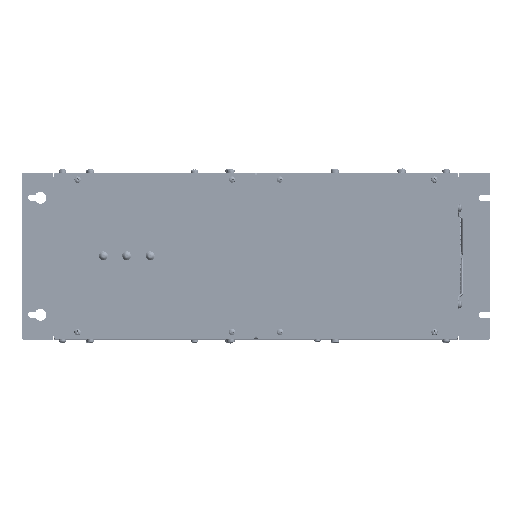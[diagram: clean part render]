
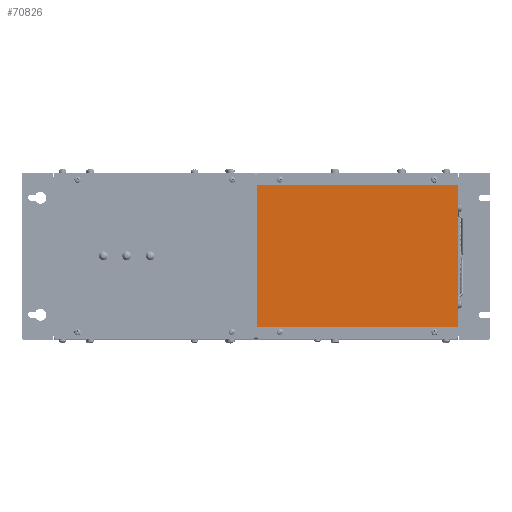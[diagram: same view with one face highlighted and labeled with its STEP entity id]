
A CAD part, top view. The second image highlights one B-rep face of the part: STEP entity #70826.
In plain terms, the highlighted face is planar.
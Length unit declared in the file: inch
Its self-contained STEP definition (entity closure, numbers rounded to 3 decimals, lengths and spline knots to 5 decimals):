
#2107 = ORIENTED_EDGE ( 'NONE', *, *, #72506, .T. ) ;
#3748 = AXIS2_PLACEMENT_3D ( 'NONE', #36671, #45738, #53216 ) ;
#4656 = FACE_OUTER_BOUND ( 'NONE', #47208, .T. ) ;
#5660 = VERTEX_POINT ( 'NONE', #11698 ) ;
#9291 = LINE ( 'NONE', #10328, #14853 ) ;
#10328 = CARTESIAN_POINT ( 'NONE',  ( 0., 0., -0.06 ) ) ;
#11698 = CARTESIAN_POINT ( 'NONE',  ( 8.6, 6.57, -0.06 ) ) ;
#12511 = VECTOR ( 'NONE', #78834, 39.37008 ) ;
#14853 = VECTOR ( 'NONE', #26376, 39.37008 ) ;
#24412 = LINE ( 'NONE', #73554, #61657 ) ;
#24748 = CARTESIAN_POINT ( 'NONE',  ( 0., 6.57, -0.06 ) ) ;
#24792 = VERTEX_POINT ( 'NONE', #24748 ) ;
#26376 = DIRECTION ( 'NONE',  ( 0., -1., 0. ) ) ;
#27681 = EDGE_CURVE ( 'NONE', #24792, #56307, #9291, .T. ) ;
#29716 = CARTESIAN_POINT ( 'NONE',  ( 0., 0.5, -0.06 ) ) ;
#31892 = LINE ( 'NONE', #86921, #78811 ) ;
#32427 = DIRECTION ( 'NONE',  ( 1., 0., 0. ) ) ;
#33926 = ORIENTED_EDGE ( 'NONE', *, *, #60905, .F. ) ;
#36671 = CARTESIAN_POINT ( 'NONE',  ( 0., 0., -0.06 ) ) ;
#45738 = DIRECTION ( 'NONE',  ( 0., 0., -1. ) ) ;
#46288 = DIRECTION ( 'NONE',  ( 0., 1., 0. ) ) ;
#47208 = EDGE_LOOP ( 'NONE', ( #33926, #2107, #81093, #87228 ) ) ;
#53216 = DIRECTION ( 'NONE',  ( -1., 0., 0. ) ) ;
#56307 = VERTEX_POINT ( 'NONE', #29716 ) ;
#60905 = EDGE_CURVE ( 'NONE', #103724, #5660, #31892, .T. ) ;
#61657 = VECTOR ( 'NONE', #32427, 39.37008 ) ;
#67507 = CARTESIAN_POINT ( 'NONE',  ( 8.6, 0.5, -0.06 ) ) ;
#70281 = CARTESIAN_POINT ( 'NONE',  ( 0., 0.5, -0.06 ) ) ;
#70826 = ADVANCED_FACE ( 'NONE', ( #4656 ), #70874, .T. ) ;
#70874 = PLANE ( 'NONE',  #3748 ) ;
#72506 = EDGE_CURVE ( 'NONE', #103724, #56307, #93271, .T. ) ;
#73554 = CARTESIAN_POINT ( 'NONE',  ( 0., 6.57, -0.06 ) ) ;
#78811 = VECTOR ( 'NONE', #46288, 39.37008 ) ;
#78834 = DIRECTION ( 'NONE',  ( -1., 0., 0. ) ) ;
#81093 = ORIENTED_EDGE ( 'NONE', *, *, #27681, .F. ) ;
#86921 = CARTESIAN_POINT ( 'NONE',  ( 8.6, 0., -0.06 ) ) ;
#87228 = ORIENTED_EDGE ( 'NONE', *, *, #98022, .T. ) ;
#93271 = LINE ( 'NONE', #70281, #12511 ) ;
#98022 = EDGE_CURVE ( 'NONE', #24792, #5660, #24412, .T. ) ;
#103724 = VERTEX_POINT ( 'NONE', #67507 ) ;
